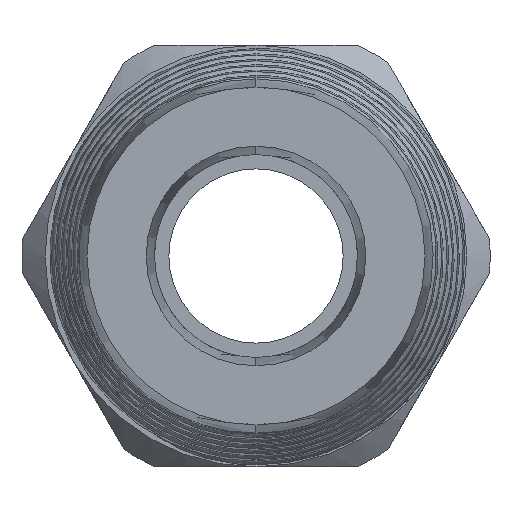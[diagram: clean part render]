
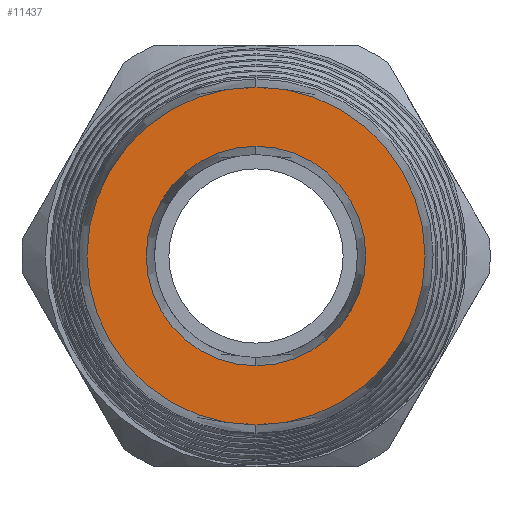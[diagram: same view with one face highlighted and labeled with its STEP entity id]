
A CAD part, left-side view. The second image highlights one B-rep face of the part: STEP entity #11437.
In plain terms, the highlighted planar face has unit normal (-1, 0, 0).
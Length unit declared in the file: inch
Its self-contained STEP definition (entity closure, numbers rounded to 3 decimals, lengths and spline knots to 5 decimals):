
#1558 = CARTESIAN_POINT ( 'NONE',  ( -2.79, 0., 0.19511 ) ) ;
#1559 = CARTESIAN_POINT ( 'NONE',  ( -2.79, 0., -0.19511 ) ) ;
#1634 = CIRCLE ( 'NONE', #1697, 0.19511 ) ;
#1639 = CARTESIAN_POINT ( 'NONE',  ( -2.79, 0., -0.30057 ) ) ;
#1640 = CARTESIAN_POINT ( 'NONE',  ( -2.79, 0., 0.30057 ) ) ;
#1689 = DIRECTION ( 'NONE',  ( 0., 0., 1. ) ) ;
#1690 = DIRECTION ( 'NONE',  ( -1., 0., 0. ) ) ;
#1691 = CARTESIAN_POINT ( 'NONE',  ( -2.79, 0., 0. ) ) ;
#1692 = AXIS2_PLACEMENT_3D ( 'NONE', #1691, #1690, #1689 ) ;
#1693 = CIRCLE ( 'NONE', #1692, 0.30057 ) ;
#1694 = DIRECTION ( 'NONE',  ( 0., 0., 1. ) ) ;
#1695 = DIRECTION ( 'NONE',  ( -1., 0., 0. ) ) ;
#1696 = CARTESIAN_POINT ( 'NONE',  ( -2.79, 0., 0. ) ) ;
#1697 = AXIS2_PLACEMENT_3D ( 'NONE', #1696, #1695, #1694 ) ;
#1943 = AXIS2_PLACEMENT_3D ( 'NONE', #1996, #1995, #1994 ) ;
#1944 = CIRCLE ( 'NONE', #1943, 0.19511 ) ;
#1973 = DIRECTION ( 'NONE',  ( 0., 0., 1. ) ) ;
#1974 = DIRECTION ( 'NONE',  ( -1., 0., 0. ) ) ;
#1975 = CARTESIAN_POINT ( 'NONE',  ( -2.79, 0., 0. ) ) ;
#1976 = AXIS2_PLACEMENT_3D ( 'NONE', #1975, #1974, #1973 ) ;
#1977 = CIRCLE ( 'NONE', #1976, 0.30057 ) ;
#1994 = DIRECTION ( 'NONE',  ( 0., 0., 1. ) ) ;
#1995 = DIRECTION ( 'NONE',  ( -1., 0., 0. ) ) ;
#1996 = CARTESIAN_POINT ( 'NONE',  ( -2.79, 0., 0. ) ) ;
#2026 = DIRECTION ( 'NONE',  ( 0., 0., 1. ) ) ;
#2027 = DIRECTION ( 'NONE',  ( -1., 0., 0. ) ) ;
#2028 = CARTESIAN_POINT ( 'NONE',  ( -2.79, 0., 0. ) ) ;
#2029 = AXIS2_PLACEMENT_3D ( 'NONE', #2028, #2027, #2026 ) ;
#2030 = PLANE ( 'NONE',  #2029 ) ;
#2031 = FACE_BOUND ( 'NONE', #11429, .T. ) ;
#2032 = FACE_OUTER_BOUND ( 'NONE', #11436, .T. ) ;
#4305 = ORIENTED_EDGE ( 'NONE', *, *, #11255, .F. ) ;
#11227 = VERTEX_POINT ( 'NONE', #1559 ) ;
#11228 = VERTEX_POINT ( 'NONE', #1558 ) ;
#11246 = VERTEX_POINT ( 'NONE', #1640 ) ;
#11250 = VERTEX_POINT ( 'NONE', #1639 ) ;
#11255 = EDGE_CURVE ( 'NONE', #11227, #11228, #1634, .T. ) ;
#11256 = EDGE_CURVE ( 'NONE', #11250, #11246, #1693, .T. ) ;
#11420 = ORIENTED_EDGE ( 'NONE', *, *, #11421, .F. ) ;
#11421 = EDGE_CURVE ( 'NONE', #11228, #11227, #1944, .T. ) ;
#11426 = ORIENTED_EDGE ( 'NONE', *, *, #11428, .T. ) ;
#11428 = EDGE_CURVE ( 'NONE', #11246, #11250, #1977, .T. ) ;
#11429 = EDGE_LOOP ( 'NONE', ( #11420, #4305 ) ) ;
#11430 = ORIENTED_EDGE ( 'NONE', *, *, #11256, .T. ) ;
#11436 = EDGE_LOOP ( 'NONE', ( #11426, #11430 ) ) ;
#11437 = ADVANCED_FACE ( 'NONE', ( #2032, #2031 ), #2030, .T. ) ;
